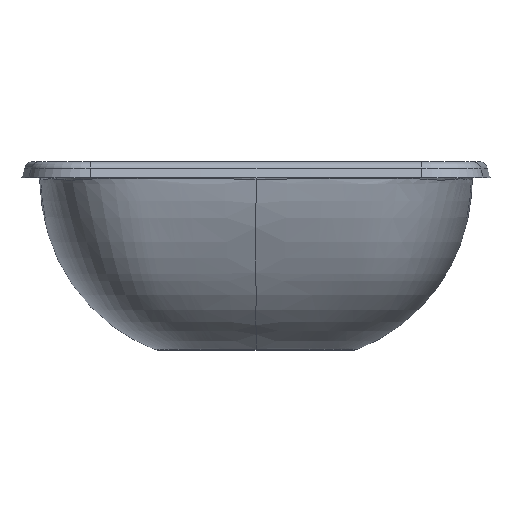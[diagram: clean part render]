
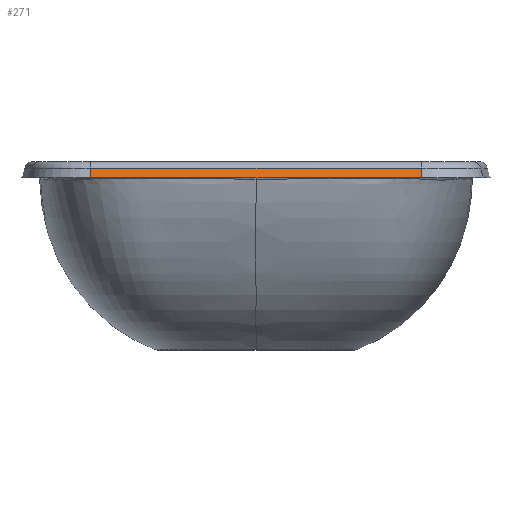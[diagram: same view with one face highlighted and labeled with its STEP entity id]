
A CAD part, left-side view. The second image highlights one B-rep face of the part: STEP entity #271.
In plain terms, the highlighted conical face has half-angle 15 degrees and reference radius 11418.3 mm.
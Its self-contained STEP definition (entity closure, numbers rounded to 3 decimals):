
#71=CONICAL_SURFACE('',#1846,11418.31,15.);
#122=CIRCLE('',#1832,11418.31);
#134=CIRCLE('',#1845,11415.874);
#271=ADVANCED_FACE('',(#406),#71,.T.);
#406=FACE_OUTER_BOUND('',#527,.T.);
#527=EDGE_LOOP('',(#702,#703,#704,#705));
#702=ORIENTED_EDGE('',*,*,#1403,.F.);
#703=ORIENTED_EDGE('',*,*,#1404,.F.);
#704=ORIENTED_EDGE('',*,*,#1391,.T.);
#705=ORIENTED_EDGE('',*,*,#1405,.F.);
#1223=VERTEX_POINT('',#2754);
#1224=VERTEX_POINT('',#2756);
#1234=VERTEX_POINT('',#2779);
#1235=VERTEX_POINT('',#2780);
#1391=EDGE_CURVE('',#1224,#1223,#122,.T.);
#1403=EDGE_CURVE('',#1234,#1235,#134,.T.);
#1404=EDGE_CURVE('',#1224,#1234,#1658,.T.);
#1405=EDGE_CURVE('',#1235,#1223,#1659,.T.);
#1658=B_SPLINE_CURVE_WITH_KNOTS('',3,(#2781,#2782,#2783,#2784,#2785),
 .UNSPECIFIED.,.F.,.F.,(4,1,4),(0.,0.614,1.),.UNSPECIFIED.);
#1659=B_SPLINE_CURVE_WITH_KNOTS('',3,(#2786,#2787,#2788,#2789,#2790),
 .UNSPECIFIED.,.F.,.F.,(4,1,4),(0.,0.386,1.),.UNSPECIFIED.);
#1832=AXIS2_PLACEMENT_3D('',#2755,#1965,#1966);
#1845=AXIS2_PLACEMENT_3D('',#2778,#1991,#1992);
#1846=AXIS2_PLACEMENT_3D('',#2791,#1993,#1994);
#1965=DIRECTION('',(0.,0.,1.));
#1966=DIRECTION('',(-1.,0.,0.));
#1991=DIRECTION('',(0.,0.,1.));
#1992=DIRECTION('',(1.,0.,0.));
#1993=DIRECTION('',(0.,0.,-1.));
#1994=DIRECTION('',(-1.,0.,0.));
#2754=CARTESIAN_POINT('',(-336.399,-158.597,-14.645));
#2755=CARTESIAN_POINT('',(11080.81,0.,-14.645));
#2756=CARTESIAN_POINT('',(-336.399,158.597,-14.645));
#2778=CARTESIAN_POINT('',(11080.81,0.,-5.552));
#2779=CARTESIAN_POINT('',(-333.962,158.563,-5.552));
#2780=CARTESIAN_POINT('',(-333.962,-158.563,-5.552));
#2781=CARTESIAN_POINT('',(-336.399,158.597,-14.645));
#2782=CARTESIAN_POINT('',(-335.581,158.585,-11.592));
#2783=CARTESIAN_POINT('',(-334.248,158.567,-6.619));
#2784=CARTESIAN_POINT('',(-332.916,158.548,-1.647));
#2785=CARTESIAN_POINT('',(-332.401,158.541,0.274));
#2786=CARTESIAN_POINT('',(-332.401,-158.541,0.274));
#2787=CARTESIAN_POINT('',(-332.916,-158.548,-1.647));
#2788=CARTESIAN_POINT('',(-334.248,-158.567,-6.619));
#2789=CARTESIAN_POINT('',(-335.581,-158.585,-11.592));
#2790=CARTESIAN_POINT('',(-336.399,-158.597,-14.645));
#2791=CARTESIAN_POINT('',(11080.81,0.,-14.645));
